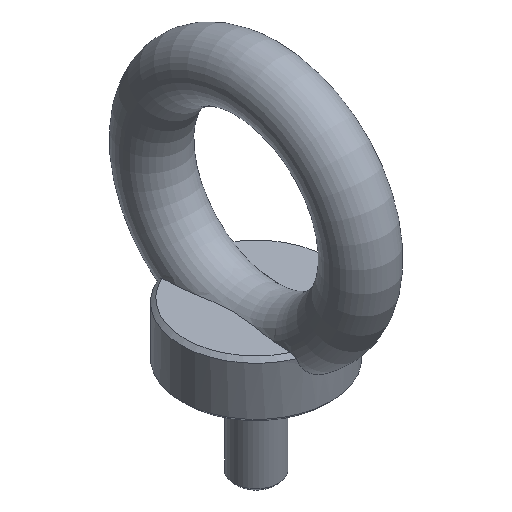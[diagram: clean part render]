
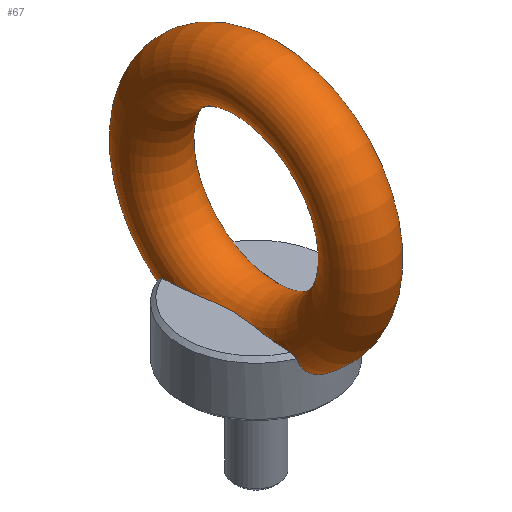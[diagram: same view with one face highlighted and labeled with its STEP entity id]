
A CAD part, isometric view. The second image highlights one B-rep face of the part: STEP entity #67.
In plain terms, the highlighted toroidal (fillet/blend) face has major radius 14 mm and minor radius 4 mm.
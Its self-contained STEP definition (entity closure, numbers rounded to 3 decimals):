
#42=TOROIDAL_SURFACE('',#197,14.,4.);
#56=FACE_OUTER_BOUND('',#103,.T.);
#67=ADVANCED_FACE('',(#56),#42,.T.);
#70=B_SPLINE_CURVE_WITH_KNOTS('',3,(#243,#244,#245,#246,#247,#248,#249,
#250,#251,#252,#253,#254,#255,#256,#257,#258,#259,#260,#261,#262,#263,#264,
#265,#266,#267),.UNSPECIFIED.,.F.,.F.,(4,3,3,3,3,3,3,3,4),(0.,0.128,
0.257,0.378,0.501,0.626,0.75,
0.873,1.),.UNSPECIFIED.);
#71=B_SPLINE_CURVE_WITH_KNOTS('',3,(#272,#273,#274,#275,#276,#277,#278,
#279,#280,#281,#282,#283,#284,#285,#286,#287,#288,#289,#290,#291,#292,#293,
#294,#295,#296),.UNSPECIFIED.,.F.,.F.,(4,3,3,3,3,3,3,3,4),(0.,0.128,
0.257,0.378,0.501,0.626,0.75,
0.873,1.),.UNSPECIFIED.);
#72=B_SPLINE_CURVE_WITH_KNOTS('',3,(#303,#304,#305,#306,#307,#308),
 .UNSPECIFIED.,.F.,.F.,(4,2,4),(0.,0.5,1.),.UNSPECIFIED.);
#73=B_SPLINE_CURVE_WITH_KNOTS('',3,(#313,#314,#315,#316,#317,#318,#319,
#320),.UNSPECIFIED.,.F.,.F.,(4,2,2,4),(0.,0.25,0.5,1.),.UNSPECIFIED.);
#74=B_SPLINE_CURVE_WITH_KNOTS('',3,(#322,#323,#324,#325),.UNSPECIFIED.,
 .F.,.F.,(4,4),(0.,1.),.UNSPECIFIED.);
#75=B_SPLINE_CURVE_WITH_KNOTS('',3,(#326,#327,#328,#329),.UNSPECIFIED.,
 .F.,.F.,(4,4),(0.,1.),.UNSPECIFIED.);
#76=B_SPLINE_CURVE_WITH_KNOTS('',3,(#331,#332,#333,#334),.UNSPECIFIED.,
 .F.,.F.,(4,4),(0.,1.),.UNSPECIFIED.);
#77=B_SPLINE_CURVE_WITH_KNOTS('',3,(#335,#336,#337,#338),.UNSPECIFIED.,
 .F.,.F.,(4,4),(0.,1.),.UNSPECIFIED.);
#103=EDGE_LOOP('',(#130,#131,#132,#133,#134,#135,#136,#137));
#130=ORIENTED_EDGE('',*,*,#152,.T.);
#131=ORIENTED_EDGE('',*,*,#163,.T.);
#132=ORIENTED_EDGE('',*,*,#157,.F.);
#133=ORIENTED_EDGE('',*,*,#162,.T.);
#134=ORIENTED_EDGE('',*,*,#154,.T.);
#135=ORIENTED_EDGE('',*,*,#161,.T.);
#136=ORIENTED_EDGE('',*,*,#159,.F.);
#137=ORIENTED_EDGE('',*,*,#160,.T.);
#139=VERTEX_POINT('',#268);
#140=VERTEX_POINT('',#269);
#141=VERTEX_POINT('',#271);
#142=VERTEX_POINT('',#297);
#143=VERTEX_POINT('',#301);
#144=VERTEX_POINT('',#302);
#145=VERTEX_POINT('',#311);
#146=VERTEX_POINT('',#312);
#152=EDGE_CURVE('',#139,#140,#70,.T.);
#154=EDGE_CURVE('',#142,#141,#71,.T.);
#157=EDGE_CURVE('',#144,#143,#72,.T.);
#159=EDGE_CURVE('',#146,#145,#73,.T.);
#160=EDGE_CURVE('',#146,#139,#74,.T.);
#161=EDGE_CURVE('',#141,#145,#75,.T.);
#162=EDGE_CURVE('',#144,#142,#76,.T.);
#163=EDGE_CURVE('',#140,#143,#77,.T.);
#197=AXIS2_PLACEMENT_3D('',#353,#238,#239);
#238=DIRECTION('',(1.,0.,0.));
#239=DIRECTION('',(0.,0.,-1.));
#243=CARTESIAN_POINT('',(3.833,9.236,7.));
#244=CARTESIAN_POINT('',(3.722,9.282,6.566));
#245=CARTESIAN_POINT('',(3.547,9.353,6.144));
#246=CARTESIAN_POINT('',(3.307,9.437,5.771));
#247=CARTESIAN_POINT('',(3.067,9.521,5.398));
#248=CARTESIAN_POINT('',(2.756,9.62,5.065));
#249=CARTESIAN_POINT('',(2.4,9.708,4.801));
#250=CARTESIAN_POINT('',(2.062,9.791,4.552));
#251=CARTESIAN_POINT('',(1.675,9.867,4.357));
#252=CARTESIAN_POINT('',(1.271,9.919,4.228));
#253=CARTESIAN_POINT('',(0.861,9.971,4.099));
#254=CARTESIAN_POINT('',(0.423,10.,4.032));
#255=CARTESIAN_POINT('',(-0.01,10.,4.033));
#256=CARTESIAN_POINT('',(-0.448,10.,4.034));
#257=CARTESIAN_POINT('',(-0.893,9.969,4.105));
#258=CARTESIAN_POINT('',(-1.307,9.914,4.24));
#259=CARTESIAN_POINT('',(-1.721,9.86,4.376));
#260=CARTESIAN_POINT('',(-2.116,9.78,4.582));
#261=CARTESIAN_POINT('',(-2.457,9.693,4.844));
#262=CARTESIAN_POINT('',(-2.793,9.608,5.103));
#263=CARTESIAN_POINT('',(-3.086,9.515,5.425));
#264=CARTESIAN_POINT('',(-3.315,9.435,5.783));
#265=CARTESIAN_POINT('',(-3.55,9.352,6.152));
#266=CARTESIAN_POINT('',(-3.723,9.282,6.57));
#267=CARTESIAN_POINT('',(-3.833,9.236,7.));
#268=CARTESIAN_POINT('',(3.833,9.236,7.));
#269=CARTESIAN_POINT('',(-3.833,9.236,7.));
#271=CARTESIAN_POINT('',(3.833,-9.236,7.));
#272=CARTESIAN_POINT('',(-3.833,-9.236,7.));
#273=CARTESIAN_POINT('',(-3.722,-9.282,6.566));
#274=CARTESIAN_POINT('',(-3.547,-9.353,6.144));
#275=CARTESIAN_POINT('',(-3.307,-9.437,5.771));
#276=CARTESIAN_POINT('',(-3.067,-9.521,5.398));
#277=CARTESIAN_POINT('',(-2.756,-9.62,5.065));
#278=CARTESIAN_POINT('',(-2.4,-9.708,4.801));
#279=CARTESIAN_POINT('',(-2.062,-9.791,4.552));
#280=CARTESIAN_POINT('',(-1.675,-9.867,4.357));
#281=CARTESIAN_POINT('',(-1.271,-9.919,4.228));
#282=CARTESIAN_POINT('',(-0.861,-9.971,4.099));
#283=CARTESIAN_POINT('',(-0.423,-10.,4.032));
#284=CARTESIAN_POINT('',(0.01,-10.,4.033));
#285=CARTESIAN_POINT('',(0.448,-10.,4.034));
#286=CARTESIAN_POINT('',(0.893,-9.969,4.105));
#287=CARTESIAN_POINT('',(1.307,-9.914,4.24));
#288=CARTESIAN_POINT('',(1.721,-9.86,4.376));
#289=CARTESIAN_POINT('',(2.116,-9.78,4.582));
#290=CARTESIAN_POINT('',(2.457,-9.693,4.844));
#291=CARTESIAN_POINT('',(2.793,-9.608,5.103));
#292=CARTESIAN_POINT('',(3.086,-9.515,5.425));
#293=CARTESIAN_POINT('',(3.315,-9.435,5.783));
#294=CARTESIAN_POINT('',(3.55,-9.352,6.152));
#295=CARTESIAN_POINT('',(3.723,-9.282,6.57));
#296=CARTESIAN_POINT('',(3.833,-9.236,7.));
#297=CARTESIAN_POINT('',(-3.833,-9.236,7.));
#301=CARTESIAN_POINT('',(-3.982,8.625,7.5));
#302=CARTESIAN_POINT('',(-3.982,-8.625,7.5));
#303=CARTESIAN_POINT('',(-3.982,-8.625,7.5));
#304=CARTESIAN_POINT('',(-4.143,-5.781,7.5));
#305=CARTESIAN_POINT('',(-3.132,-2.919,7.5));
#306=CARTESIAN_POINT('',(-3.113,2.82,7.5));
#307=CARTESIAN_POINT('',(-4.148,5.694,7.5));
#308=CARTESIAN_POINT('',(-3.982,8.625,7.5));
#311=CARTESIAN_POINT('',(3.982,-8.625,7.5));
#312=CARTESIAN_POINT('',(3.982,8.625,7.5));
#313=CARTESIAN_POINT('',(3.982,8.625,7.5));
#314=CARTESIAN_POINT('',(4.065,7.164,7.5));
#315=CARTESIAN_POINT('',(3.846,5.707,7.5));
#316=CARTESIAN_POINT('',(3.36,2.806,7.5));
#317=CARTESIAN_POINT('',(3.111,1.312,7.5));
#318=CARTESIAN_POINT('',(3.147,-2.986,7.5));
#319=CARTESIAN_POINT('',(4.143,-5.784,7.5));
#320=CARTESIAN_POINT('',(3.982,-8.625,7.5));
#322=CARTESIAN_POINT('',(3.982,8.625,7.5));
#323=CARTESIAN_POINT('',(3.958,8.828,7.326));
#324=CARTESIAN_POINT('',(3.908,9.034,7.159));
#325=CARTESIAN_POINT('',(3.833,9.236,7.));
#326=CARTESIAN_POINT('',(3.833,-9.236,7.));
#327=CARTESIAN_POINT('',(3.908,-9.034,7.159));
#328=CARTESIAN_POINT('',(3.958,-8.828,7.326));
#329=CARTESIAN_POINT('',(3.982,-8.625,7.5));
#331=CARTESIAN_POINT('',(-3.982,-8.625,7.5));
#332=CARTESIAN_POINT('',(-3.958,-8.828,7.326));
#333=CARTESIAN_POINT('',(-3.908,-9.034,7.159));
#334=CARTESIAN_POINT('',(-3.833,-9.236,7.));
#335=CARTESIAN_POINT('',(-3.833,9.236,7.));
#336=CARTESIAN_POINT('',(-3.908,9.034,7.159));
#337=CARTESIAN_POINT('',(-3.958,8.828,7.326));
#338=CARTESIAN_POINT('',(-3.982,8.625,7.5));
#353=CARTESIAN_POINT('',(0.,0.,19.));
